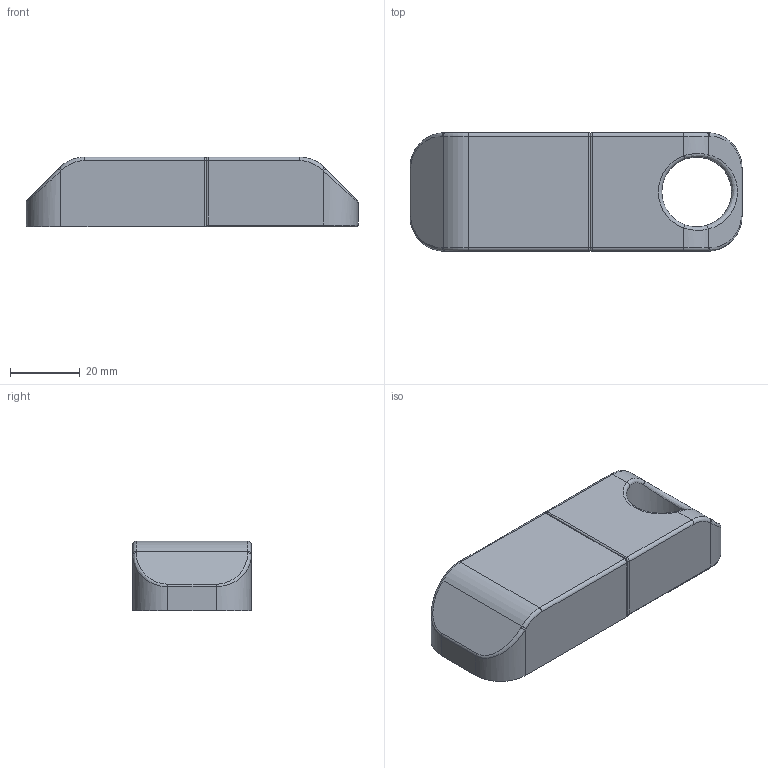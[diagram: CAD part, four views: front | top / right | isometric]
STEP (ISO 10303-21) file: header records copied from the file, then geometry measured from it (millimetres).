
FILE_DESCRIPTION(/* description */ (''),/* implementation_level */ '2;1');
FILE_NAME(/* name */ 'qs8 loop key.step',/* time_stamp */ '2023-03-23T21:22:15+11:00',/* author */ (''),/* organization */ (''),/* preprocessor_version */ 'ST-DEVELOPER v19.2',/* originating_system */ 'Autodesk Translation Framework v11.17.0.187',/* authorisation */ '');
FILE_SCHEMA (('AUTOMOTIVE_DESIGN { 1 0 10303 214 3 1 1 }'));
Length unit declared in the file: millimetre
Products named in the file (1): qs8 loop key v3 step
Bounding box: 95.2 x 34 x 19.95 mm (x, y, z)
Volume: 27983.3 mm3; surface area: 17557.4 mm2
Topology: 3 solids, 3 shells, 196 faces, 485 edges, 294 vertices
Faces by surface type: plane 80, cylinder 78, bspline 15, torus 13, sphere 8, cone 2
Full cylindrical faces by diameter (mm): 2 x1, 10.5 x2, 20 x1
Entity records: 6350 total; most frequent: CARTESIAN_POINT 1588, DIRECTION 1029, ORIENTED_EDGE 966, EDGE_CURVE 483, AXIS2_PLACEMENT_3D 372, VERTEX_POINT 294, LINE 285, VECTOR 285
